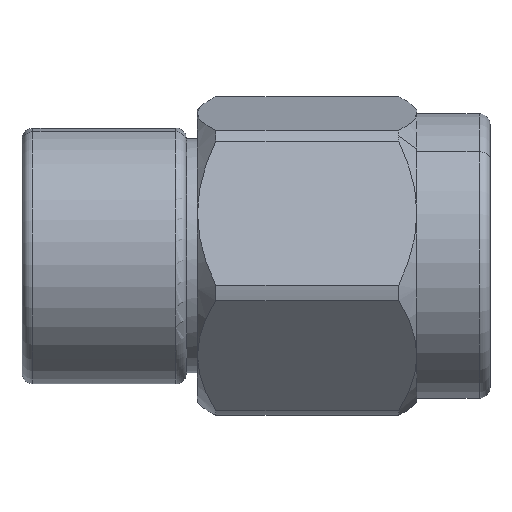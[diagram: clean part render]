
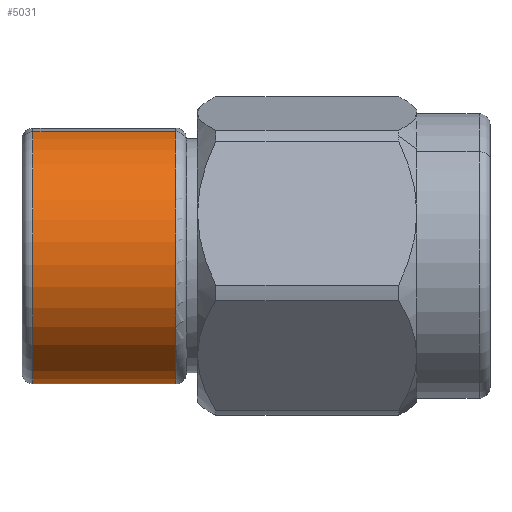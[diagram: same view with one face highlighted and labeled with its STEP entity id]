
A CAD part, left-side view. The second image highlights one B-rep face of the part: STEP entity #5031.
In plain terms, the highlighted cylindrical face has radius 3.5 mm (diameter 7 mm), a partial arc.
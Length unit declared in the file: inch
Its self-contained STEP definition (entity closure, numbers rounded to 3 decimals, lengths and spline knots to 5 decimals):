
#45 = VERTEX_POINT ( 'NONE', #2411 ) ;
#99 = VERTEX_POINT ( 'NONE', #5438 ) ;
#122 = EDGE_CURVE ( 'NONE', #45, #99, #4461, .T. ) ;
#257 = CARTESIAN_POINT ( 'NONE',  ( -1.7691, 1.36303, 0. ) ) ;
#609 = DIRECTION ( 'NONE',  ( 0., 1., 0. ) ) ;
#651 = ORIENTED_EDGE ( 'NONE', *, *, #4793, .T. ) ;
#1002 = DIRECTION ( 'NONE',  ( -0.24, 0., 0.971 ) ) ;
#1090 = EDGE_CURVE ( 'NONE', #3096, #5446, #3893, .T. ) ;
#1092 = ORIENTED_EDGE ( 'NONE', *, *, #1090, .T. ) ;
#1187 = VECTOR ( 'NONE', #4594, 39.37008 ) ;
#1223 = DIRECTION ( 'NONE',  ( 0., 1., 0. ) ) ;
#2019 = CARTESIAN_POINT ( 'NONE',  ( -1.7691, 1.51657, 0. ) ) ;
#2072 = DIRECTION ( 'NONE',  ( -0.24, 0., 0.971 ) ) ;
#2411 = CARTESIAN_POINT ( 'NONE',  ( -1.80214, 1.51657, 0.13378 ) ) ;
#2770 = AXIS2_PLACEMENT_3D ( 'NONE', #2019, #3415, #2072 ) ;
#2810 = EDGE_LOOP ( 'NONE', ( #1092, #651, #3748, #3272 ) ) ;
#2984 = AXIS2_PLACEMENT_3D ( 'NONE', #3621, #609, #4533 ) ;
#3027 = EDGE_CURVE ( 'NONE', #3096, #99, #3031, .T. ) ;
#3031 = LINE ( 'NONE', #4673, #3333 ) ;
#3096 = VERTEX_POINT ( 'NONE', #4230 ) ;
#3272 = ORIENTED_EDGE ( 'NONE', *, *, #3027, .F. ) ;
#3333 = VECTOR ( 'NONE', #1223, 39.37008 ) ;
#3413 = LINE ( 'NONE', #5113, #1187 ) ;
#3415 = DIRECTION ( 'NONE',  ( 0., -1., 0. ) ) ;
#3621 = CARTESIAN_POINT ( 'NONE',  ( -1.7691, 1.35122, 0. ) ) ;
#3748 = ORIENTED_EDGE ( 'NONE', *, *, #122, .T. ) ;
#3893 = CIRCLE ( 'NONE', #4080, 0.1378 ) ;
#4045 = FACE_OUTER_BOUND ( 'NONE', #2810, .T. ) ;
#4080 = AXIS2_PLACEMENT_3D ( 'NONE', #257, #4838, #1002 ) ;
#4230 = CARTESIAN_POINT ( 'NONE',  ( -1.73605, 1.36303, -0.13378 ) ) ;
#4311 = CARTESIAN_POINT ( 'NONE',  ( -1.80214, 1.36303, 0.13378 ) ) ;
#4461 = CIRCLE ( 'NONE', #2770, 0.1378 ) ;
#4533 = DIRECTION ( 'NONE',  ( 0.24, 0., -0.971 ) ) ;
#4594 = DIRECTION ( 'NONE',  ( 0., 1., 0. ) ) ;
#4673 = CARTESIAN_POINT ( 'NONE',  ( -1.73605, 1.35122, -0.13378 ) ) ;
#4793 = EDGE_CURVE ( 'NONE', #5446, #45, #3413, .T. ) ;
#4838 = DIRECTION ( 'NONE',  ( 0., 1., 0. ) ) ;
#5031 = ADVANCED_FACE ( 'NONE', ( #4045 ), #5343, .T. ) ;
#5113 = CARTESIAN_POINT ( 'NONE',  ( -1.80214, 1.35122, 0.13378 ) ) ;
#5343 = CYLINDRICAL_SURFACE ( 'NONE', #2984, 0.1378 ) ;
#5438 = CARTESIAN_POINT ( 'NONE',  ( -1.73605, 1.51657, -0.13378 ) ) ;
#5446 = VERTEX_POINT ( 'NONE', #4311 ) ;
